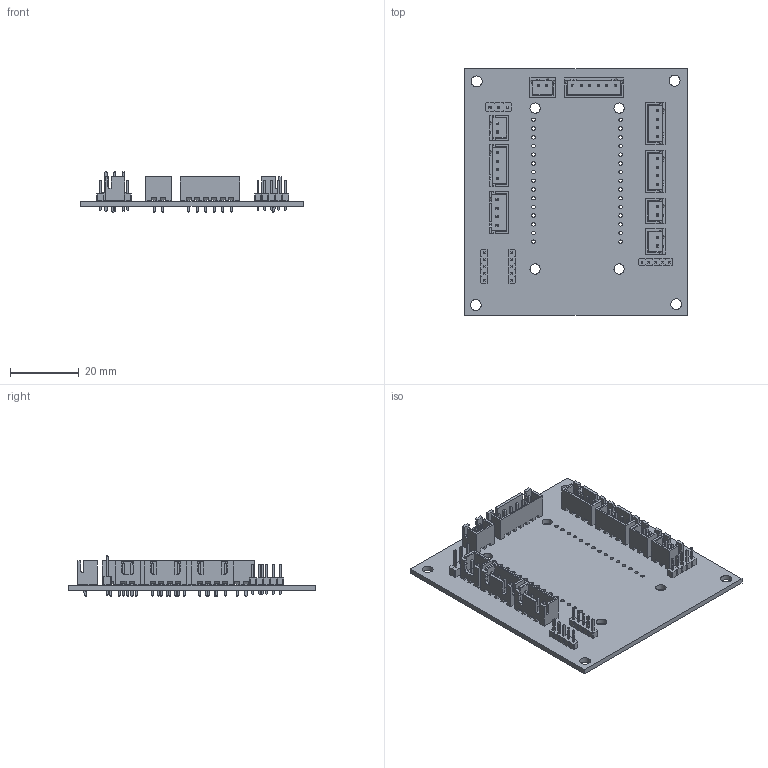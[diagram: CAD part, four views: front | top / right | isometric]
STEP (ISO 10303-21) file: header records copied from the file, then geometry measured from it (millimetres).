
FILE_DESCRIPTION(('KiCad electronic assembly'),'2;1');
FILE_NAME('WRO plugNplay.step','2025-08-11T16:11:13',('Pcbnew'),('Kicad' ),'Open CASCADE STEP processor 7.9','KiCad to STEP converter', 'Unknown');
FILE_SCHEMA(('AUTOMOTIVE_DESIGN { 1 0 10303 214 1 1 1 1 }'));
Length unit declared in the file: millimetre
Products named in the file (7): WRO plugNplay 1; JST_XH_B2B-XH-A_1x02_P2.50mm_Vertical; PinHeader_1x05_P2.00mm_Vertical; JST_XH_B4B-XH-A_1x04_P2.50mm_Vertical; JST_XH_B6B-XH-A_1x06_P2.50mm_Vertical; PinHeader_1x03_P2.54mm_Vertical; WRO plugNplay_PCB
Assembly tree (14 placements, depth 2):
  WRO plugNplay 1
    JST_XH_B2B-XH-A_1x02_P2.50mm_Vertical  x4
    PinHeader_1x05_P2.00mm_Vertical  x3
    JST_XH_B4B-XH-A_1x04_P2.50mm_Vertical  x4
    JST_XH_B6B-XH-A_1x06_P2.50mm_Vertical
    PinHeader_1x03_P2.54mm_Vertical
    WRO plugNplay_PCB
Bounding box: 65 x 72 x 11.94 mm (x, y, z)
Volume: 9044 mm3; surface area: 15624.4 mm2
Topology: 14 solids, 14 shells, 1649 faces, 4245 edges, 2720 vertices
Faces by surface type: plane 1527, cylinder 122
Full cylindrical faces by diameter (mm): 0.8 x15, 0.95 x22, 1 x11, 1.02 x30, 3 x4, 3.2 x4
Entity records: 26056 total; most frequent: CARTESIAN_POINT 3737, ORIENTED_EDGE 3670, DIRECTION 3483, EDGE_CURVE 1835, LINE 1639, VECTOR 1639, VERTEX_POINT 1176, FACE_BOUND 923
